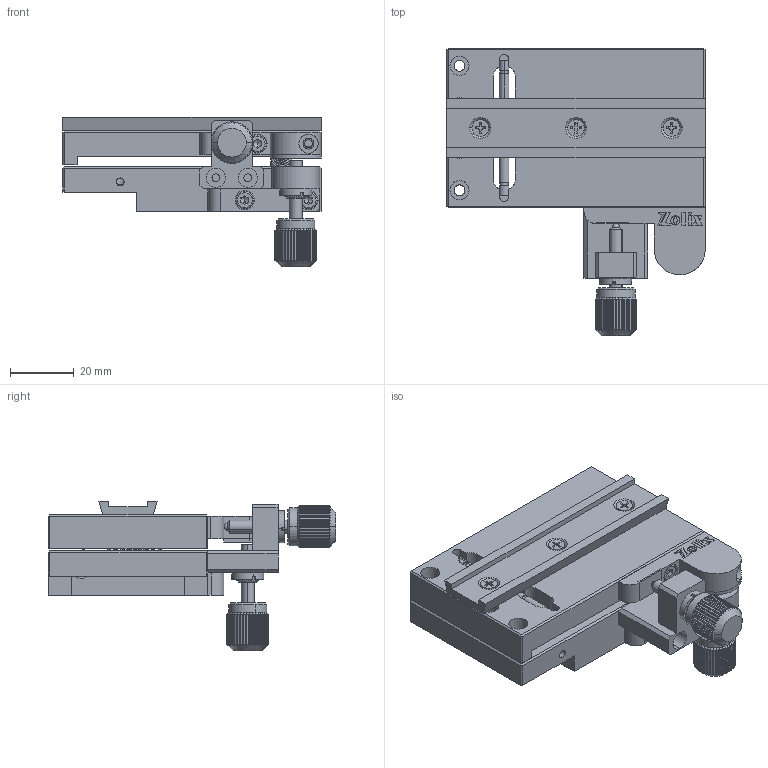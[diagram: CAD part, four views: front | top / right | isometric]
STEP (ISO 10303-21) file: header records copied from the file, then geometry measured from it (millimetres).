
FILE_DESCRIPTION (( 'STEP AP203' ), '1' );
FILE_NAME ('NFP-2561T.step', '2019-05-08T07:21:58', ( '' ), ( '' ), 'SwSTEP 2.0', 'SolidWorks 2017', '' );
FILE_SCHEMA (( 'CONFIG_CONTROL_DESIGN' ));
Products named in the file (1): NFP-2561T
Bounding box: 81 x 90.1 x 46.9 mm (x, y, z)
Surface area: 37425.1 mm2 (no closed solid volume)
Topology: 0 solids, 53 shells, 778 faces, 2690 edges, 1919 vertices
Faces by surface type: plane 459, cylinder 266, cone 32, torus 10, sphere 6, bspline 5
Entity records: 35904 total; most frequent: CARTESIAN_POINT 12878, DIRECTION 4646, ORIENTED_EDGE 4547, EDGE_CURVE 2679, VERTEX_POINT 1916, VECTOR 1550, LINE 1550, AXIS2_PLACEMENT_3D 1548
